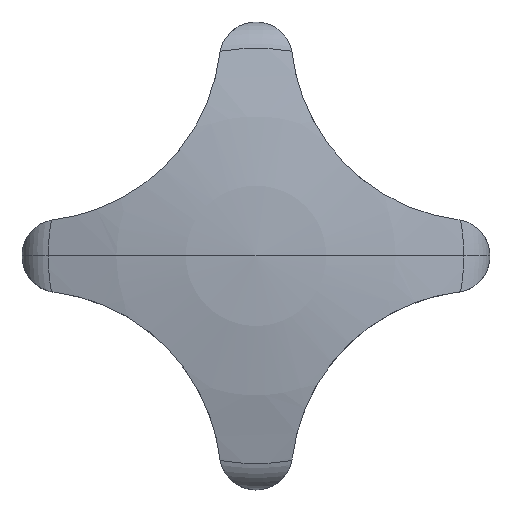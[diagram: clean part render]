
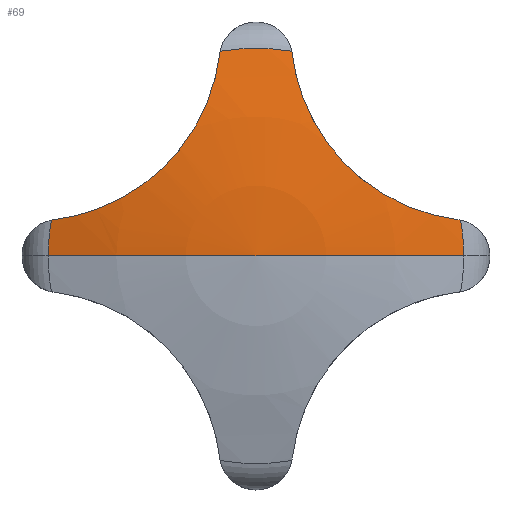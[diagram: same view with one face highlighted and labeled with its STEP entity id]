
A CAD part, top view. The second image highlights one B-rep face of the part: STEP entity #69.
In plain terms, the highlighted spherical face has radius 50 mm.
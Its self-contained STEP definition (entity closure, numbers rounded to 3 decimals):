
#69=ADVANCED_FACE('',(#166),#167,.T.);
#166=FACE_OUTER_BOUND('',#289,.T.);
#167=SPHERICAL_SURFACE('',#290,50.);
#289=EDGE_LOOP('',(#421,#422,#423,#424,#425,#426,#427,#428,#429,#430,#431));
#290=AXIS2_PLACEMENT_3D('',#432,#433,#434);
#421=ORIENTED_EDGE('',*,*,#768,.T.);
#422=ORIENTED_EDGE('',*,*,#769,.T.);
#423=ORIENTED_EDGE('',*,*,#770,.T.);
#424=ORIENTED_EDGE('',*,*,#771,.T.);
#425=ORIENTED_EDGE('',*,*,#772,.T.);
#426=ORIENTED_EDGE('',*,*,#773,.T.);
#427=ORIENTED_EDGE('',*,*,#774,.T.);
#428=ORIENTED_EDGE('',*,*,#775,.T.);
#429=ORIENTED_EDGE('',*,*,#776,.T.);
#430=ORIENTED_EDGE('',*,*,#777,.T.);
#431=ORIENTED_EDGE('',*,*,#778,.T.);
#432=CARTESIAN_POINT('',(0.,0.,-30.));
#433=DIRECTION('',(0.0,0.0,1.0));
#434=DIRECTION('',(-1.0,0.,0.0));
#768=EDGE_CURVE('',#919,#920,#921,.T.);
#769=EDGE_CURVE('',#920,#922,#923,.T.);
#770=EDGE_CURVE('',#922,#924,#925,.T.);
#771=EDGE_CURVE('',#924,#926,#927,.T.);
#772=EDGE_CURVE('',#926,#928,#929,.T.);
#773=EDGE_CURVE('',#928,#930,#931,.T.);
#774=EDGE_CURVE('',#930,#932,#933,.T.);
#775=EDGE_CURVE('',#932,#934,#935,.T.);
#776=EDGE_CURVE('',#934,#936,#937,.T.);
#777=EDGE_CURVE('',#936,#938,#939,.T.);
#778=EDGE_CURVE('',#938,#919,#940,.T.);
#919=VERTEX_POINT('',#1145);
#920=VERTEX_POINT('',#1146);
#921=CIRCLE('',#1147,50.);
#922=VERTEX_POINT('',#1148);
#923=CIRCLE('',#1149,50.);
#924=VERTEX_POINT('',#1150);
#925=CIRCLE('',#1151,14.211);
#926=VERTEX_POINT('',#1152);
#927=B_SPLINE_CURVE_WITH_KNOTS('',3,(#1153,#1154,#1155,#1156),.UNSPECIFIED.,.F.,.F.,(4,4),(6.877,7.069),.UNSPECIFIED.);
#928=VERTEX_POINT('',#1157);
#929=B_SPLINE_CURVE_WITH_KNOTS('',3,(#1158,#1159,#1160,#1161,#1162,#1163,#1164,#1165,#1166,#1167,#1168,#1169,#1170,#1171,#1172,#1173,#1174,#1175),.UNSPECIFIED.,.F.,.F.,(4,2,2,2,2,2,2,2,4),(21.75,24.046,26.342,28.637,30.933,33.26,35.587,37.914,38.475),.UNSPECIFIED.);
#930=VERTEX_POINT('',#1176);
#931=B_SPLINE_CURVE_WITH_KNOTS('',3,(#1177,#1178,#1179,#1180),.UNSPECIFIED.,.F.,.F.,(4,4),(0.0,0.201),.UNSPECIFIED.);
#932=VERTEX_POINT('',#1181);
#933=CIRCLE('',#1182,14.211);
#934=VERTEX_POINT('',#1183);
#935=B_SPLINE_CURVE_WITH_KNOTS('',3,(#1184,#1185,#1186,#1187),.UNSPECIFIED.,.F.,.F.,(4,4),(6.877,7.069),.UNSPECIFIED.);
#936=VERTEX_POINT('',#1188);
#937=B_SPLINE_CURVE_WITH_KNOTS('',3,(#1189,#1190,#1191,#1192,#1193,#1194,#1195,#1196,#1197,#1198,#1199,#1200,#1201,#1202,#1203,#1204,#1205,#1206),.UNSPECIFIED.,.F.,.F.,(4,2,2,2,2,2,2,2,4),(21.75,24.046,26.342,28.637,30.933,33.26,35.587,37.914,38.475),.UNSPECIFIED.);
#938=VERTEX_POINT('',#1207);
#939=B_SPLINE_CURVE_WITH_KNOTS('',3,(#1208,#1209,#1210,#1211),.UNSPECIFIED.,.F.,.F.,(4,4),(0.0,0.201),.UNSPECIFIED.);
#940=CIRCLE('',#1212,14.211);
#1145=CARTESIAN_POINT('',(-14.211,0.,17.938));
#1146=CARTESIAN_POINT('',(0.,0.,20.));
#1147=AXIS2_PLACEMENT_3D('',#1705,#1706,#1707);
#1148=CARTESIAN_POINT('',(14.211,0.,17.938));
#1149=AXIS2_PLACEMENT_3D('',#1708,#1709,#1710);
#1150=CARTESIAN_POINT('',(13.998,2.45,17.938));
#1151=AXIS2_PLACEMENT_3D('',#1711,#1712,#1713);
#1152=CARTESIAN_POINT('',(13.804,2.481,17.993));
#1153=CARTESIAN_POINT('',(13.998,2.45,17.938));
#1154=CARTESIAN_POINT('',(13.933,2.463,17.956));
#1155=CARTESIAN_POINT('',(13.869,2.474,17.974));
#1156=CARTESIAN_POINT('',(13.804,2.481,17.993));
#1157=CARTESIAN_POINT('',(2.481,13.804,17.993));
#1158=CARTESIAN_POINT('',(13.804,2.481,17.993));
#1159=CARTESIAN_POINT('',(13.072,2.571,18.198));
#1160=CARTESIAN_POINT('',(12.316,2.728,18.389));
#1161=CARTESIAN_POINT('',(10.812,3.19,18.719));
#1162=CARTESIAN_POINT('',(10.065,3.496,18.858));
#1163=CARTESIAN_POINT('',(8.637,4.244,19.072));
#1164=CARTESIAN_POINT('',(7.955,4.687,19.147));
#1165=CARTESIAN_POINT('',(6.699,5.68,19.229));
#1166=CARTESIAN_POINT('',(6.125,6.229,19.237));
#1167=CARTESIAN_POINT('',(5.108,7.386,19.193));
#1168=CARTESIAN_POINT('',(4.633,8.033,19.139));
#1169=CARTESIAN_POINT('',(3.806,9.42,18.964));
#1170=CARTESIAN_POINT('',(3.454,10.16,18.842));
#1171=CARTESIAN_POINT('',(2.897,11.682,18.537));
#1172=CARTESIAN_POINT('',(2.692,12.466,18.353));
#1173=CARTESIAN_POINT('',(2.531,13.431,18.096));
#1174=CARTESIAN_POINT('',(2.504,13.618,18.045));
#1175=CARTESIAN_POINT('',(2.481,13.804,17.993));
#1176=CARTESIAN_POINT('',(2.45,13.998,17.938));
#1177=CARTESIAN_POINT('',(2.481,13.804,17.993));
#1178=CARTESIAN_POINT('',(2.474,13.868,17.975));
#1179=CARTESIAN_POINT('',(2.463,13.933,17.956));
#1180=CARTESIAN_POINT('',(2.45,13.998,17.938));
#1181=CARTESIAN_POINT('',(-2.45,13.998,17.938));
#1182=AXIS2_PLACEMENT_3D('',#1714,#1715,#1716);
#1183=CARTESIAN_POINT('',(-2.481,13.804,17.993));
#1184=CARTESIAN_POINT('',(-2.45,13.998,17.938));
#1185=CARTESIAN_POINT('',(-2.463,13.933,17.956));
#1186=CARTESIAN_POINT('',(-2.474,13.869,17.974));
#1187=CARTESIAN_POINT('',(-2.481,13.804,17.993));
#1188=CARTESIAN_POINT('',(-13.804,2.481,17.993));
#1189=CARTESIAN_POINT('',(-2.481,13.804,17.993));
#1190=CARTESIAN_POINT('',(-2.571,13.072,18.198));
#1191=CARTESIAN_POINT('',(-2.728,12.316,18.389));
#1192=CARTESIAN_POINT('',(-3.19,10.812,18.719));
#1193=CARTESIAN_POINT('',(-3.496,10.065,18.858));
#1194=CARTESIAN_POINT('',(-4.244,8.637,19.072));
#1195=CARTESIAN_POINT('',(-4.687,7.955,19.147));
#1196=CARTESIAN_POINT('',(-5.68,6.699,19.229));
#1197=CARTESIAN_POINT('',(-6.229,6.125,19.237));
#1198=CARTESIAN_POINT('',(-7.386,5.108,19.193));
#1199=CARTESIAN_POINT('',(-8.033,4.633,19.139));
#1200=CARTESIAN_POINT('',(-9.42,3.806,18.964));
#1201=CARTESIAN_POINT('',(-10.16,3.454,18.842));
#1202=CARTESIAN_POINT('',(-11.682,2.897,18.537));
#1203=CARTESIAN_POINT('',(-12.466,2.692,18.353));
#1204=CARTESIAN_POINT('',(-13.431,2.531,18.096));
#1205=CARTESIAN_POINT('',(-13.618,2.504,18.045));
#1206=CARTESIAN_POINT('',(-13.804,2.481,17.993));
#1207=CARTESIAN_POINT('',(-13.998,2.45,17.938));
#1208=CARTESIAN_POINT('',(-13.804,2.481,17.993));
#1209=CARTESIAN_POINT('',(-13.868,2.474,17.975));
#1210=CARTESIAN_POINT('',(-13.933,2.463,17.956));
#1211=CARTESIAN_POINT('',(-13.998,2.45,17.938));
#1212=AXIS2_PLACEMENT_3D('',#1717,#1718,#1719);
#1705=CARTESIAN_POINT('',(0.,0.,-30.));
#1706=DIRECTION('',(0.,1.0,0.0));
#1707=DIRECTION('',(0.0,-0.0,-1.0));
#1708=CARTESIAN_POINT('',(0.,0.,-30.));
#1709=DIRECTION('',(0.,1.0,0.0));
#1710=DIRECTION('',(0.0,-0.0,-1.0));
#1711=CARTESIAN_POINT('',(0.,0.,17.938));
#1712=DIRECTION('',(0.0,0.0,1.0));
#1713=DIRECTION('',(1.0,0.,0.0));
#1714=CARTESIAN_POINT('',(0.,0.,17.938));
#1715=DIRECTION('',(0.0,0.0,1.0));
#1716=DIRECTION('',(1.0,0.,0.0));
#1717=CARTESIAN_POINT('',(0.,0.,17.938));
#1718=DIRECTION('',(0.0,0.0,1.0));
#1719=DIRECTION('',(1.0,0.,0.0));
